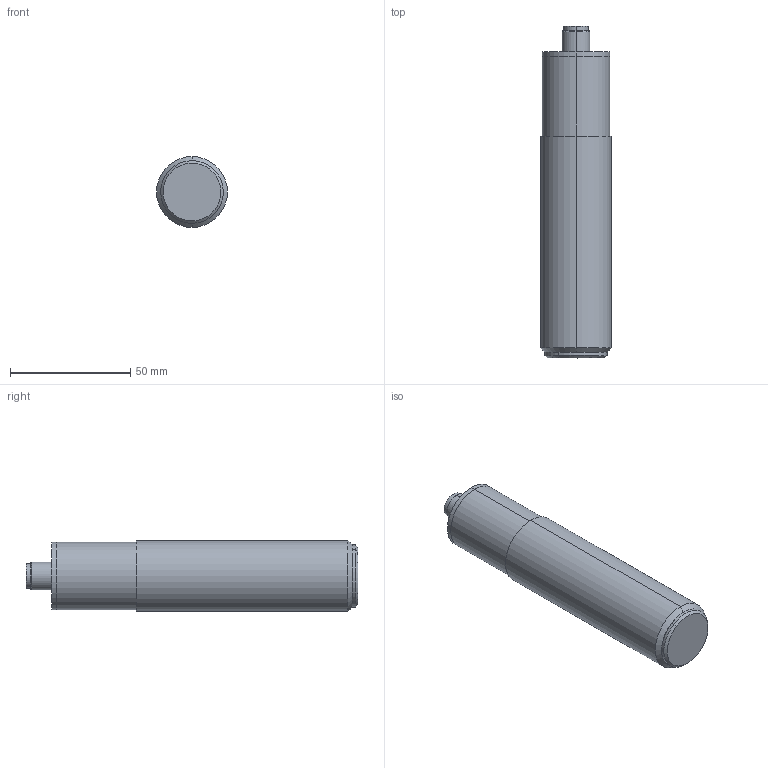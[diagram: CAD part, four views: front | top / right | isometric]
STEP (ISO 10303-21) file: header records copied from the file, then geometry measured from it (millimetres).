
FILE_DESCRIPTION (( 'STEP AP203' ), '1' );
FILE_NAME ('130E mit Connector.STEP', '2013-09-11T12:41:35', ( 'Haig_DELL_Lap' ), ( '' ), 'SwSTEP 2.0', 'SolidWorks 2005354', '' );
FILE_SCHEMA (( 'CONFIG_CONTROL_DESIGN' ));
Length unit declared in the file: millimetre
Products named in the file (4): 130E mit Connector; Anschluss M12 f黵 M30 4-polig_Standard; M30 Gehäuse mit LED_Standard; 130 M30_Standard
Assembly tree (3 placements, depth 2):
  130E mit Connector
    Anschluss M12 f黵 M30 4-polig_Standard
    M30 Gehäuse mit LED_Standard
    130 M30_Standard
Bounding box: 29.5 x 138.1 x 29.5 mm (x, y, z)
Volume: 84675.2 mm3; surface area: 17332.2 mm2
Topology: 3 solids, 3 shells, 50 faces, 106 edges, 68 vertices
Faces by surface type: cylinder 26, plane 12, cone 8, sphere 4
Entity records: 1688 total; most frequent: DIRECTION 266, CARTESIAN_POINT 210, ORIENTED_EDGE 188, AXIS2_PLACEMENT_3D 116, EDGE_CURVE 94, CIRCLE 60, EDGE_LOOP 60, VERTEX_POINT 60
